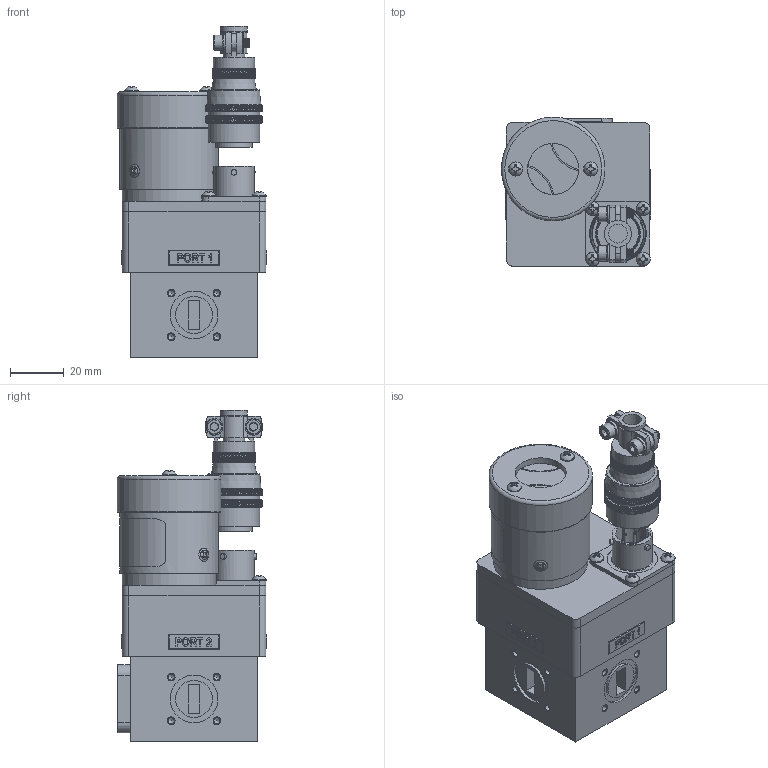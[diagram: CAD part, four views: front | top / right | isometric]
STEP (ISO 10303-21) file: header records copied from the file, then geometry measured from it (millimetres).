
FILE_DESCRIPTION (( 'STEP AP203' ), '1' );
FILE_NAME ('PEWGS6004_3D.step', '2021-10-06T15:31:15', ( '' ), ( '' ), 'SwSTEP 2.0', 'SolidWorks 2021', '' );
FILE_SCHEMA (( 'CONFIG_CONTROL_DESIGN' ));
Products named in the file (1): PEWGS6004_3D
Bounding box: 55.63 x 55.63 x 123.32 mm (x, y, z)
Volume: 202102.6 mm3; surface area: 35321.8 mm2
Topology: 2 solids, 16 shells, 7675 faces, 17304 edges, 9764 vertices
Faces by surface type: bspline 5475, cylinder 1443, plane 603, cone 123, torus 23, sphere 8
Full cylindrical faces by diameter (mm): 1.016 x6, 1.676 x6, 2.032 x6, 2.261 x16, 2.527 x8, 2.845 x12, 3.048 x2, 3.454 x4, 3.658 x3, 3.759 x2, 3.797 x4, 4.166 x4, 5.283 x6, 5.74 x2, 6.248 x2, 6.987 x1, 8.003 x1, 10.035 x1, 10.668 x1, 11.684 x1, 13.716 x5, 14.986 x1, 15.392 x1, 17.78 x4, 18.796 x1, 19.05 x1, 19.304 x2, 35.052 x1, 36.703 x1, 38.608 x1
Entity records: 268336 total; most frequent: CARTESIAN_POINT 159148, ORIENTED_EDGE 34002, EDGE_CURVE 17001, VERTEX_POINT 9664, DIRECTION 8007, EDGE_LOOP 7987, FACE_OUTER_BOUND 7791, ADVANCED_FACE 7667
